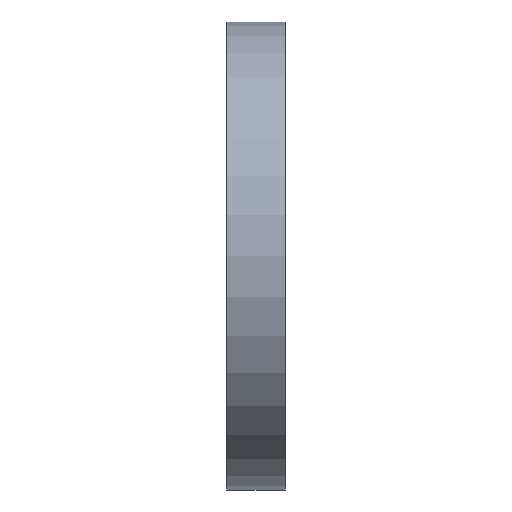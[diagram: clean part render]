
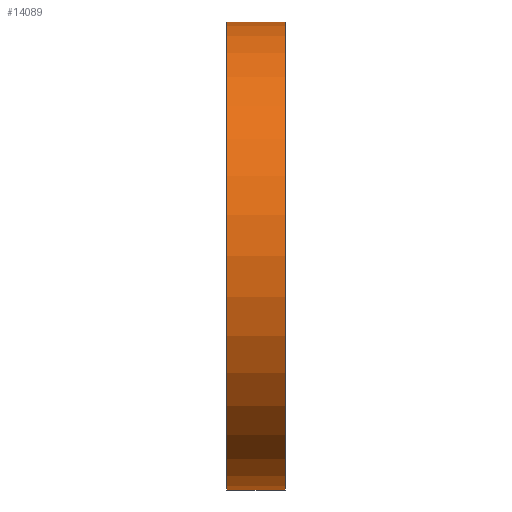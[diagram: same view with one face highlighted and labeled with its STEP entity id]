
A CAD part, left-side view. The second image highlights one B-rep face of the part: STEP entity #14089.
In plain terms, the highlighted cylindrical face has radius 38.1 mm (diameter 76.2 mm), a partial arc.
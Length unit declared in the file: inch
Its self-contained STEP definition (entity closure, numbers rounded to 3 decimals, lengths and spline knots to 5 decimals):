
#463 = VERTEX_POINT ( 'NONE', #4378 ) ;
#475 = DIRECTION ( 'NONE',  ( 0., -1., 0. ) ) ;
#605 = CARTESIAN_POINT ( 'NONE',  ( 0.44994, 0., 1.5 ) ) ;
#718 = CARTESIAN_POINT ( 'NONE',  ( 0.44994, 0.375, 0. ) ) ;
#889 = AXIS2_PLACEMENT_3D ( 'NONE', #2178, #11070, #3470 ) ;
#1037 = VERTEX_POINT ( 'NONE', #605 ) ;
#1597 = VECTOR ( 'NONE', #4230, 39.37008 ) ;
#2155 = CYLINDRICAL_SURFACE ( 'NONE', #4575, 1.5 ) ;
#2178 = CARTESIAN_POINT ( 'NONE',  ( 0.44994, 0., 0. ) ) ;
#2561 = FACE_OUTER_BOUND ( 'NONE', #3566, .T. ) ;
#2654 = EDGE_CURVE ( 'NONE', #6615, #463, #4266, .T. ) ;
#3470 = DIRECTION ( 'NONE',  ( 0., 0., 1. ) ) ;
#3566 = EDGE_LOOP ( 'NONE', ( #11700, #13415, #15171, #9288 ) ) ;
#4230 = DIRECTION ( 'NONE',  ( 0., -1., 0. ) ) ;
#4266 = LINE ( 'NONE', #5526, #6839 ) ;
#4378 = CARTESIAN_POINT ( 'NONE',  ( 0.44994, 0., -1.5 ) ) ;
#4575 = AXIS2_PLACEMENT_3D ( 'NONE', #718, #10883, #7059 ) ;
#5423 = CIRCLE ( 'NONE', #889, 1.5 ) ;
#5526 = CARTESIAN_POINT ( 'NONE',  ( 0.44994, 0.375, -1.5 ) ) ;
#6615 = VERTEX_POINT ( 'NONE', #15200 ) ;
#6839 = VECTOR ( 'NONE', #475, 39.37008 ) ;
#7059 = DIRECTION ( 'NONE',  ( 0., 0., -1. ) ) ;
#7287 = DIRECTION ( 'NONE',  ( 0., 1., 0. ) ) ;
#7940 = EDGE_CURVE ( 'NONE', #6615, #16314, #8324, .T. ) ;
#8324 = CIRCLE ( 'NONE', #13950, 1.5 ) ;
#9288 = ORIENTED_EDGE ( 'NONE', *, *, #2654, .T. ) ;
#10883 = DIRECTION ( 'NONE',  ( 0., -1., 0. ) ) ;
#11070 = DIRECTION ( 'NONE',  ( 0., 1., 0. ) ) ;
#11700 = ORIENTED_EDGE ( 'NONE', *, *, #12576, .T. ) ;
#11735 = LINE ( 'NONE', #15545, #1597 ) ;
#12576 = EDGE_CURVE ( 'NONE', #463, #1037, #5423, .T. ) ;
#12858 = CARTESIAN_POINT ( 'NONE',  ( 0.44994, 0.375, 1.5 ) ) ;
#13415 = ORIENTED_EDGE ( 'NONE', *, *, #13523, .F. ) ;
#13523 = EDGE_CURVE ( 'NONE', #16314, #1037, #11735, .T. ) ;
#13950 = AXIS2_PLACEMENT_3D ( 'NONE', #14795, #7287, #16074 ) ;
#14089 = ADVANCED_FACE ( 'NONE', ( #2561 ), #2155, .T. ) ;
#14795 = CARTESIAN_POINT ( 'NONE',  ( 0.44994, 0.375, 0. ) ) ;
#15171 = ORIENTED_EDGE ( 'NONE', *, *, #7940, .F. ) ;
#15200 = CARTESIAN_POINT ( 'NONE',  ( 0.44994, 0.375, -1.5 ) ) ;
#15545 = CARTESIAN_POINT ( 'NONE',  ( 0.44994, 0.375, 1.5 ) ) ;
#16074 = DIRECTION ( 'NONE',  ( 0., 0., 1. ) ) ;
#16314 = VERTEX_POINT ( 'NONE', #12858 ) ;
